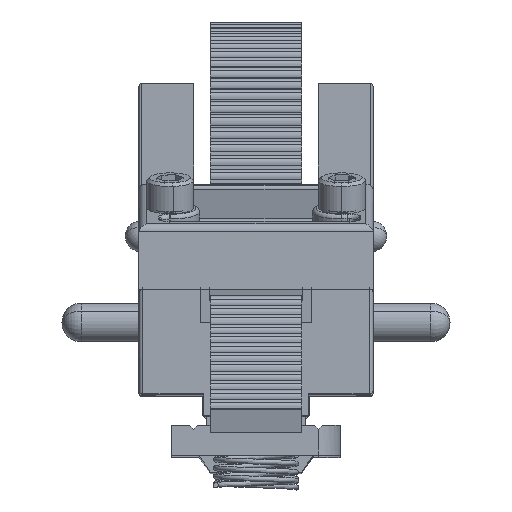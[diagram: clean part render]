
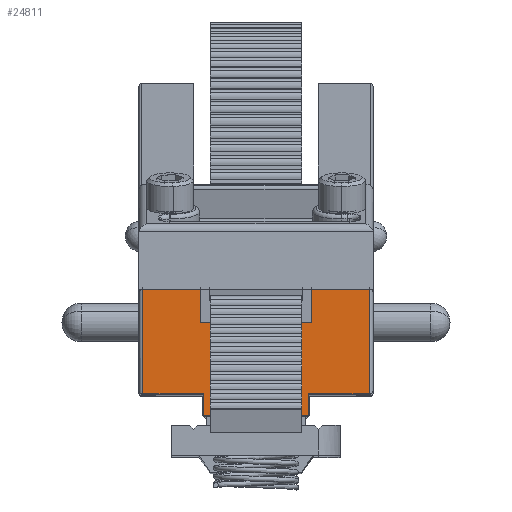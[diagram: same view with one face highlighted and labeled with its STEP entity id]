
A CAD part, top view. The second image highlights one B-rep face of the part: STEP entity #24811.
In plain terms, the highlighted face is planar.
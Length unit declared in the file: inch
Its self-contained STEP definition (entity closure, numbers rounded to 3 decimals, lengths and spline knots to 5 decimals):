
#139 = ORIENTED_EDGE ( 'NONE', *, *, #17619, .T. ) ;
#269 = VECTOR ( 'NONE', #26090, 39.37008 ) ;
#595 = VERTEX_POINT ( 'NONE', #21306 ) ;
#612 = VERTEX_POINT ( 'NONE', #6929 ) ;
#782 = LINE ( 'NONE', #6081, #21469 ) ;
#1361 = EDGE_CURVE ( 'NONE', #13131, #26737, #30228, .T. ) ;
#2033 = CARTESIAN_POINT ( 'NONE',  ( 0.786, 0., -0.42 ) ) ;
#2157 = EDGE_CURVE ( 'NONE', #595, #21193, #6022, .T. ) ;
#2194 = VECTOR ( 'NONE', #4307, 39.37008 ) ;
#2575 = EDGE_CURVE ( 'NONE', #595, #25975, #22243, .T. ) ;
#3477 = DIRECTION ( 'NONE',  ( 0., 0., -1. ) ) ;
#3495 = DIRECTION ( 'NONE',  ( 0., 0., -1. ) ) ;
#3524 = EDGE_CURVE ( 'NONE', #16666, #26737, #14071, .T. ) ;
#3819 = DIRECTION ( 'NONE',  ( 0., -1., 0. ) ) ;
#4307 = DIRECTION ( 'NONE',  ( 0., 1., 0. ) ) ;
#4398 = LINE ( 'NONE', #25641, #10500 ) ;
#4838 = VERTEX_POINT ( 'NONE', #10091 ) ;
#4912 = DIRECTION ( 'NONE',  ( 0., 1., 0. ) ) ;
#5078 = CARTESIAN_POINT ( 'NONE',  ( 0.786, 0., 0.9375 ) ) ;
#5239 = CARTESIAN_POINT ( 'NONE',  ( 0.786, 0., 0.9375 ) ) ;
#5560 = CARTESIAN_POINT ( 'NONE',  ( 0.786, 1.013, -0.90625 ) ) ;
#5617 = ORIENTED_EDGE ( 'NONE', *, *, #2575, .F. ) ;
#5707 = LINE ( 'NONE', #19348, #19508 ) ;
#6022 = LINE ( 'NONE', #23587, #19033 ) ;
#6081 = CARTESIAN_POINT ( 'NONE',  ( 0.786, 1.013, 0.9375 ) ) ;
#6173 = CARTESIAN_POINT ( 'NONE',  ( 0.786, 1.013, 0.445 ) ) ;
#6217 = LINE ( 'NONE', #17975, #26089 ) ;
#6627 = CARTESIAN_POINT ( 'NONE',  ( 0.786, 0.745, 0.9375 ) ) ;
#6929 = CARTESIAN_POINT ( 'NONE',  ( 0.786, 0., -0.42 ) ) ;
#7513 = ORIENTED_EDGE ( 'NONE', *, *, #3524, .T. ) ;
#8045 = CARTESIAN_POINT ( 'NONE',  ( 0.786, 0.178, -0.9375 ) ) ;
#8255 = DIRECTION ( 'NONE',  ( 0., 1., 0. ) ) ;
#8675 = LINE ( 'NONE', #2033, #9490 ) ;
#8858 = ORIENTED_EDGE ( 'NONE', *, *, #12651, .F. ) ;
#9411 = CARTESIAN_POINT ( 'NONE',  ( 0.786, 0., 0.42 ) ) ;
#9490 = VECTOR ( 'NONE', #20169, 39.37008 ) ;
#9927 = VERTEX_POINT ( 'NONE', #6173 ) ;
#10091 = CARTESIAN_POINT ( 'NONE',  ( 0.786, 1.013, 0.90625 ) ) ;
#10424 = VECTOR ( 'NONE', #3477, 39.37008 ) ;
#10500 = VECTOR ( 'NONE', #4912, 39.37008 ) ;
#10516 = CARTESIAN_POINT ( 'NONE',  ( 0.786, 0., 0.42 ) ) ;
#12651 = EDGE_CURVE ( 'NONE', #4838, #9927, #17835, .T. ) ;
#12986 = VERTEX_POINT ( 'NONE', #28662 ) ;
#13131 = VERTEX_POINT ( 'NONE', #31919 ) ;
#13192 = AXIS2_PLACEMENT_3D ( 'NONE', #5239, #31148, #15681 ) ;
#13888 = ORIENTED_EDGE ( 'NONE', *, *, #25512, .F. ) ;
#13946 = VECTOR ( 'NONE', #28189, 39.37008 ) ;
#14071 = LINE ( 'NONE', #23525, #269 ) ;
#14534 = VECTOR ( 'NONE', #31221, 39.37008 ) ;
#15619 = ORIENTED_EDGE ( 'NONE', *, *, #21550, .F. ) ;
#15681 = DIRECTION ( 'NONE',  ( 0., -1., 0. ) ) ;
#15999 = LINE ( 'NONE', #9411, #2194 ) ;
#16666 = VERTEX_POINT ( 'NONE', #24207 ) ;
#17490 = ORIENTED_EDGE ( 'NONE', *, *, #2157, .T. ) ;
#17493 = EDGE_CURVE ( 'NONE', #25975, #612, #8675, .T. ) ;
#17619 = EDGE_CURVE ( 'NONE', #18063, #612, #26921, .T. ) ;
#17835 = LINE ( 'NONE', #19083, #30750 ) ;
#17975 = CARTESIAN_POINT ( 'NONE',  ( 0.786, 0.178, 0.9375 ) ) ;
#18063 = VERTEX_POINT ( 'NONE', #10516 ) ;
#19033 = VECTOR ( 'NONE', #8255, 39.37008 ) ;
#19083 = CARTESIAN_POINT ( 'NONE',  ( 0.786, 1.013, 0.9375 ) ) ;
#19348 = CARTESIAN_POINT ( 'NONE',  ( 0.786, 0.178, 0.90625 ) ) ;
#19508 = VECTOR ( 'NONE', #3819, 39.37008 ) ;
#20169 = DIRECTION ( 'NONE',  ( 0., -1., 0. ) ) ;
#20575 = DIRECTION ( 'NONE',  ( 0., 0., 1. ) ) ;
#20635 = CARTESIAN_POINT ( 'NONE',  ( 0.786, 0.745, -0.445 ) ) ;
#21193 = VERTEX_POINT ( 'NONE', #5560 ) ;
#21306 = CARTESIAN_POINT ( 'NONE',  ( 0.786, 0.178, -0.90625 ) ) ;
#21469 = VECTOR ( 'NONE', #3495, 39.37008 ) ;
#21550 = EDGE_CURVE ( 'NONE', #18063, #30013, #15999, .T. ) ;
#21668 = DIRECTION ( 'NONE',  ( 0., 0., -1. ) ) ;
#21945 = EDGE_CURVE ( 'NONE', #30013, #12986, #6217, .T. ) ;
#22243 = LINE ( 'NONE', #8045, #14534 ) ;
#22702 = ORIENTED_EDGE ( 'NONE', *, *, #26202, .T. ) ;
#22785 = EDGE_LOOP ( 'NONE', ( #5617, #17490, #13888, #7513, #31373, #22702, #8858, #25553, #26332, #15619, #139, #30591 ) ) ;
#23525 = CARTESIAN_POINT ( 'NONE',  ( 0.786, 0., -0.445 ) ) ;
#23587 = CARTESIAN_POINT ( 'NONE',  ( 0.786, 0., -0.90625 ) ) ;
#23953 = FACE_OUTER_BOUND ( 'NONE', #22785, .T. ) ;
#24084 = EDGE_CURVE ( 'NONE', #4838, #12986, #5707, .T. ) ;
#24207 = CARTESIAN_POINT ( 'NONE',  ( 0.786, 1.013, -0.445 ) ) ;
#24811 = ADVANCED_FACE ( 'NONE', ( #23953 ), #28554, .F. ) ;
#25512 = EDGE_CURVE ( 'NONE', #16666, #21193, #782, .T. ) ;
#25553 = ORIENTED_EDGE ( 'NONE', *, *, #24084, .T. ) ;
#25641 = CARTESIAN_POINT ( 'NONE',  ( 0.786, 0., 0.445 ) ) ;
#25975 = VERTEX_POINT ( 'NONE', #27008 ) ;
#26089 = VECTOR ( 'NONE', #20575, 39.37008 ) ;
#26090 = DIRECTION ( 'NONE',  ( 0., -1., 0. ) ) ;
#26202 = EDGE_CURVE ( 'NONE', #13131, #9927, #4398, .T. ) ;
#26332 = ORIENTED_EDGE ( 'NONE', *, *, #21945, .F. ) ;
#26737 = VERTEX_POINT ( 'NONE', #20635 ) ;
#26921 = LINE ( 'NONE', #5078, #13946 ) ;
#27008 = CARTESIAN_POINT ( 'NONE',  ( 0.786, 0.178, -0.42 ) ) ;
#28189 = DIRECTION ( 'NONE',  ( 0., 0., -1. ) ) ;
#28554 = PLANE ( 'NONE',  #13192 ) ;
#28662 = CARTESIAN_POINT ( 'NONE',  ( 0.786, 0.178, 0.90625 ) ) ;
#30013 = VERTEX_POINT ( 'NONE', #32983 ) ;
#30228 = LINE ( 'NONE', #6627, #10424 ) ;
#30591 = ORIENTED_EDGE ( 'NONE', *, *, #17493, .F. ) ;
#30750 = VECTOR ( 'NONE', #21668, 39.37008 ) ;
#31148 = DIRECTION ( 'NONE',  ( -1., 0., 0. ) ) ;
#31221 = DIRECTION ( 'NONE',  ( 0., 0., 1. ) ) ;
#31373 = ORIENTED_EDGE ( 'NONE', *, *, #1361, .F. ) ;
#31919 = CARTESIAN_POINT ( 'NONE',  ( 0.786, 0.745, 0.445 ) ) ;
#32983 = CARTESIAN_POINT ( 'NONE',  ( 0.786, 0.178, 0.42 ) ) ;
